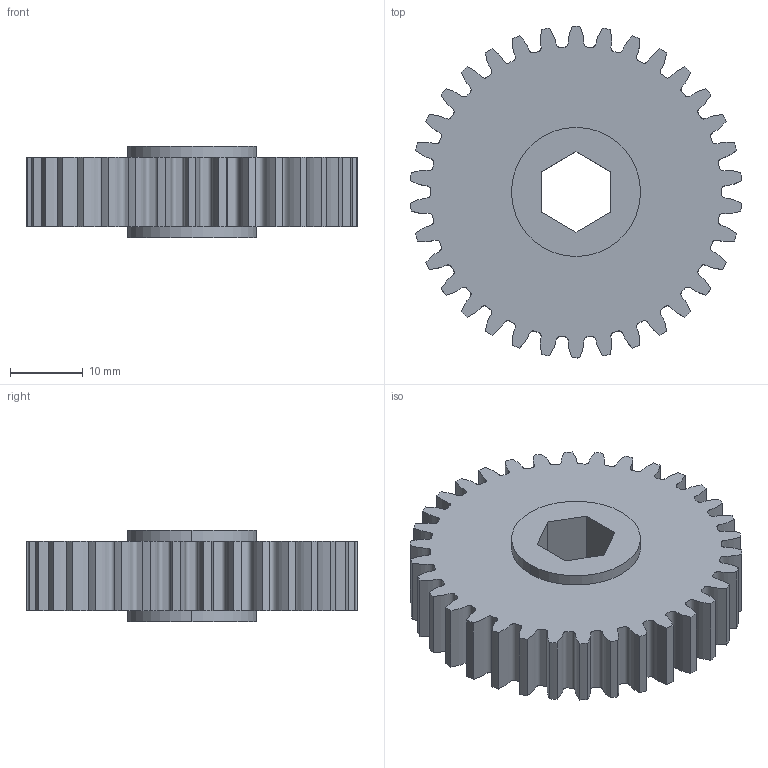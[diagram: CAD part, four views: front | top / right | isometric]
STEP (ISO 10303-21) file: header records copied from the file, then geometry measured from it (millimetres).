
FILE_DESCRIPTION (( 'STEP AP203' ), '1' );
FILE_NAME ('34.hex375.VP217-3211.STEP', '2014-06-22T19:51:09', ( '' ), ( '' ), 'SwSTEP 2.0', 'SolidWorks 2013', '' );
FILE_SCHEMA (( 'CONFIG_CONTROL_DESIGN' ));
Length unit declared in the file: inch
Products named in the file (1): 34.hex375.VP217-3211
Bounding box: 45.61 x 45.72 x 12.65 mm (x, y, z)
Volume: 14038.4 mm3; surface area: 5952.4 mm2
Topology: 1 solids, 1 shells, 82 faces, 234 edges, 156 vertices
Faces by surface type: cylinder 38, bspline 34, plane 10
Entity records: 14541 total; most frequent: CARTESIAN_POINT 12475, ORIENTED_EDGE 468, DIRECTION 340, EDGE_CURVE 234, VERTEX_POINT 156, AXIS2_PLACEMENT_3D 125, LINE 90, VECTOR 90
